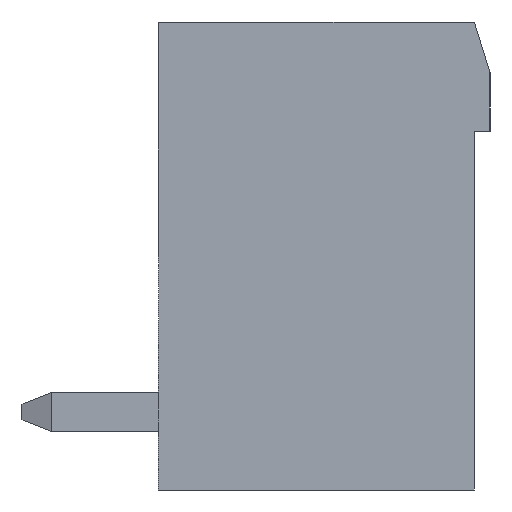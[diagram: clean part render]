
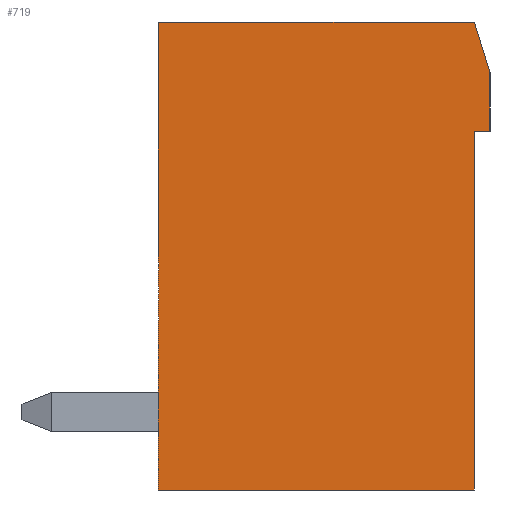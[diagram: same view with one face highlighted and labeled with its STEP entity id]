
A CAD part, left-side view. The second image highlights one B-rep face of the part: STEP entity #719.
In plain terms, the highlighted planar face has unit normal (-1, 0, 0).
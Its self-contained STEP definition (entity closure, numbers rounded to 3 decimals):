
#719 = ADVANCED_FACE( '', ( #1426 ), #1427, .T. );
#1426 = FACE_OUTER_BOUND( '', #2120, .T. );
#1427 = PLANE( '', #2121 );
#2120 = EDGE_LOOP( '', ( #3950, #3951, #3952, #3953, #3954, #3955, #3956 ) );
#2121 = AXIS2_PLACEMENT_3D( '', #3957, #3958, #3959 );
#3950 = ORIENTED_EDGE( '', *, *, #4493, .T. );
#3951 = ORIENTED_EDGE( '', *, *, #4522, .T. );
#3952 = ORIENTED_EDGE( '', *, *, #4869, .T. );
#3953 = ORIENTED_EDGE( '', *, *, #4935, .T. );
#3954 = ORIENTED_EDGE( '', *, *, #4962, .T. );
#3955 = ORIENTED_EDGE( '', *, *, #4216, .T. );
#3956 = ORIENTED_EDGE( '', *, *, #4843, .T. );
#3957 = CARTESIAN_POINT( '', ( -15.24, 0., 0. ) );
#3958 = DIRECTION( '', ( -1., 0., 0. ) );
#3959 = DIRECTION( '', ( 0., 0., 1. ) );
#4216 = EDGE_CURVE( '', #5010, #5011, #5012, .T. );
#4493 = EDGE_CURVE( '', #5486, #5490, #5492, .T. );
#4522 = EDGE_CURVE( '', #5490, #5537, #5539, .T. );
#4843 = EDGE_CURVE( '', #5011, #5486, #5998, .T. );
#4869 = EDGE_CURVE( '', #5537, #6028, #6029, .T. );
#4935 = EDGE_CURVE( '', #6028, #6104, #6106, .T. );
#4962 = EDGE_CURVE( '', #6104, #5010, #6136, .T. );
#5010 = VERTEX_POINT( '', #6188 );
#5011 = VERTEX_POINT( '', #6189 );
#5012 = LINE( '', #6190, #6191 );
#5486 = VERTEX_POINT( '', #6921 );
#5490 = VERTEX_POINT( '', #6927 );
#5492 = LINE( '', #6930, #6931 );
#5537 = VERTEX_POINT( '', #7030 );
#5539 = LINE( '', #7033, #7034 );
#5998 = LINE( '', #7867, #7868 );
#6028 = VERTEX_POINT( '', #7914 );
#6029 = LINE( '', #7915, #7916 );
#6104 = VERTEX_POINT( '', #8029 );
#6106 = LINE( '', #8032, #8033 );
#6136 = LINE( '', #8076, #8077 );
#6188 = CARTESIAN_POINT( '', ( -15.24, -4.05, 3.2 ) );
#6189 = CARTESIAN_POINT( '', ( -15.24, -4.45, 3.2 ) );
#6190 = CARTESIAN_POINT( '', ( -15.24, -4.05, 3.2 ) );
#6191 = VECTOR( '', #8128, 1000. );
#6921 = CARTESIAN_POINT( '', ( -15.24, -4.45, 4.7 ) );
#6927 = CARTESIAN_POINT( '', ( -15.24, -4.05, 6. ) );
#6930 = CARTESIAN_POINT( '', ( -15.24, -4.45, 4.7 ) );
#6931 = VECTOR( '', #8373, 1000. );
#7030 = CARTESIAN_POINT( '', ( -15.24, 4.05, 6. ) );
#7033 = CARTESIAN_POINT( '', ( -15.24, -4.05, 6. ) );
#7034 = VECTOR( '', #8414, 1000. );
#7867 = CARTESIAN_POINT( '', ( -15.24, -4.45, 3.2 ) );
#7868 = VECTOR( '', #8681, 1000. );
#7914 = CARTESIAN_POINT( '', ( -15.24, 4.05, -6. ) );
#7915 = CARTESIAN_POINT( '', ( -15.24, 4.05, 6. ) );
#7916 = VECTOR( '', #8698, 1000. );
#8029 = CARTESIAN_POINT( '', ( -15.24, -4.05, -6. ) );
#8032 = CARTESIAN_POINT( '', ( -15.24, 4.05, -6. ) );
#8033 = VECTOR( '', #8738, 1000. );
#8076 = CARTESIAN_POINT( '', ( -15.24, -4.05, -6. ) );
#8077 = VECTOR( '', #8752, 1000. );
#8128 = DIRECTION( '', ( 0., -1., 0. ) );
#8373 = DIRECTION( '', ( 0., 0.294, 0.956 ) );
#8414 = DIRECTION( '', ( 0., 1., 0. ) );
#8681 = DIRECTION( '', ( 0., 0., 1. ) );
#8698 = DIRECTION( '', ( 0., 0., -1. ) );
#8738 = DIRECTION( '', ( 0., -1., 0. ) );
#8752 = DIRECTION( '', ( 0., 0., 1. ) );
